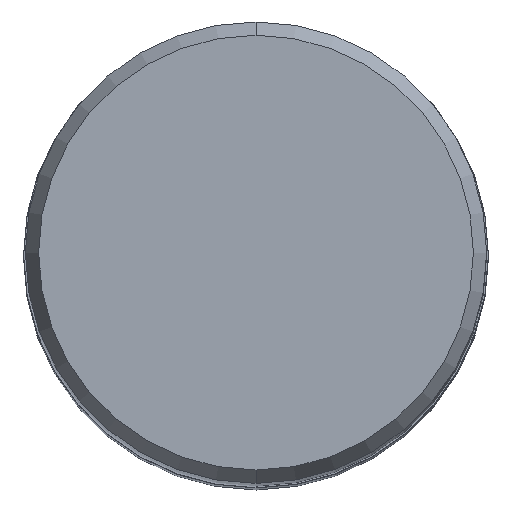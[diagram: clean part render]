
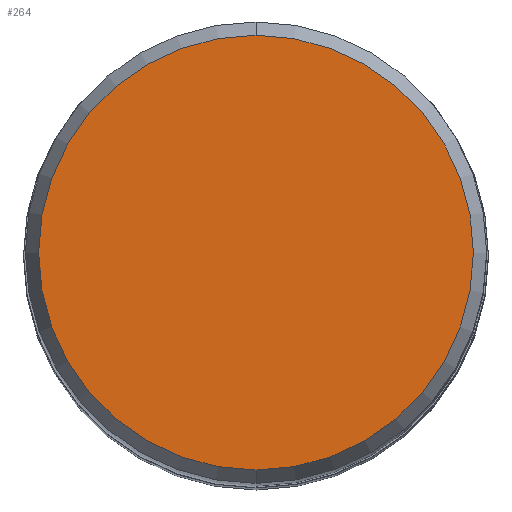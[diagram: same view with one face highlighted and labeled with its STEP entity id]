
A CAD part, top view. The second image highlights one B-rep face of the part: STEP entity #264.
In plain terms, the highlighted planar face has unit normal (0, 0, 1).
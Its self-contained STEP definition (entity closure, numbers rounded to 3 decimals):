
#124=EDGE_CURVE('',#136,#268,#302,.T.);
#136=VERTEX_POINT('',#314);
#216=EDGE_CURVE('',#268,#136,#404,.T.);
#264=ADVANCED_FACE('',(#462),#463,.T.);
#268=VERTEX_POINT('',#467);
#302=CIRCLE('',#497,7.479);
#314=CARTESIAN_POINT('',(0.,-7.479,0.01));
#404=CIRCLE('',#624,7.479);
#462=FACE_OUTER_BOUND('',#699,.T.);
#463=PLANE('',#700);
#467=CARTESIAN_POINT('',(0.0,7.479,0.01));
#497=AXIS2_PLACEMENT_3D('',#724,#725,#726);
#624=AXIS2_PLACEMENT_3D('',#842,#843,#844);
#699=EDGE_LOOP('',(#932,#933));
#700=AXIS2_PLACEMENT_3D('',#934,#935,#936);
#724=CARTESIAN_POINT('',(0.0,0.0,0.01));
#725=DIRECTION('',(0.0,0.0,-1.0));
#726=DIRECTION('',(0.0,1.0,0.0));
#842=CARTESIAN_POINT('',(0.0,0.0,0.01));
#843=DIRECTION('',(0.0,0.0,-1.0));
#844=DIRECTION('',(0.0,1.0,0.0));
#932=ORIENTED_EDGE('',*,*,#216,.F.);
#933=ORIENTED_EDGE('',*,*,#124,.F.);
#934=CARTESIAN_POINT('',(0.0,3.74,0.01));
#935=DIRECTION('',(-0.0,0.0,1.0));
#936=DIRECTION('',(0.0,-1.0,0.0));
